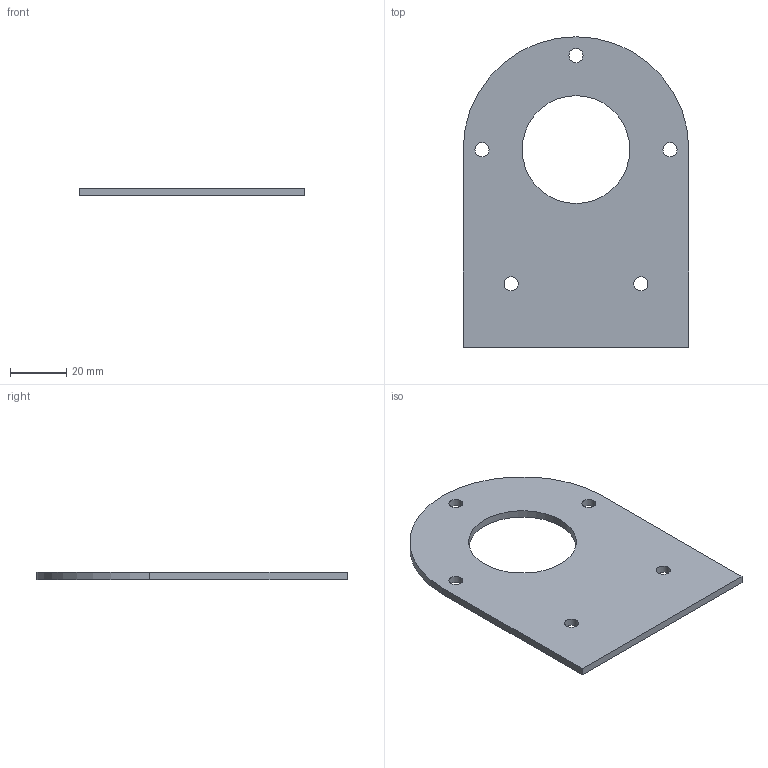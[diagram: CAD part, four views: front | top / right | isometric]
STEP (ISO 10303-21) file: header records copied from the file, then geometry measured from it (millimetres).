
FILE_DESCRIPTION(('FreeCAD Model'),'2;1');
FILE_NAME('motor_base.step','2015-03-18T23:16:25',('FreeCAD'),('FreeCAD'), 'Open CASCADE STEP processor 6.7','FreeCAD','Unknown');
FILE_SCHEMA(('AUTOMOTIVE_DESIGN_CC2 { 1 2 10303 214 -1 1 5 4 }'));
Length unit declared in the file: millimetre
Products named in the file (1): Motor_Base
Bounding box: 80 x 110.05 x 2.7 mm (x, y, z)
Volume: 18557.1 mm3; surface area: 15215.7 mm2
Topology: 1 solids, 1 shells, 12 faces, 30 edges, 20 vertices
Faces by surface type: cylinder 7, plane 5
Full cylindrical faces by diameter (mm): 5 x5, 38.2 x1
Entity records: 809 total; most frequent: CARTESIAN_POINT 135, DIRECTION 128, LINE 62, VECTOR 62, ORIENTED_EDGE 60, PCURVE 60, DEFINITIONAL_REPRESENTATION 60, EDGE_CURVE 30
